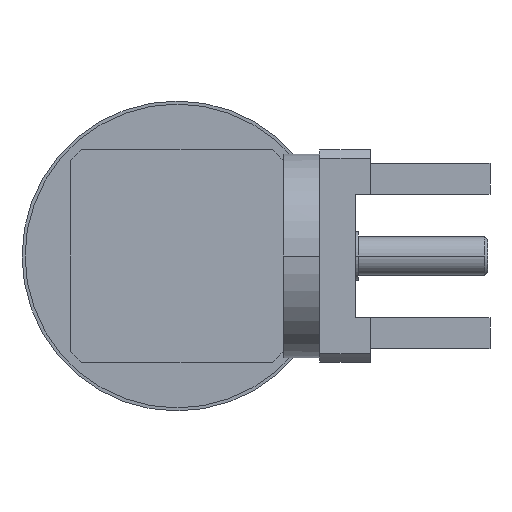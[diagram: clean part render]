
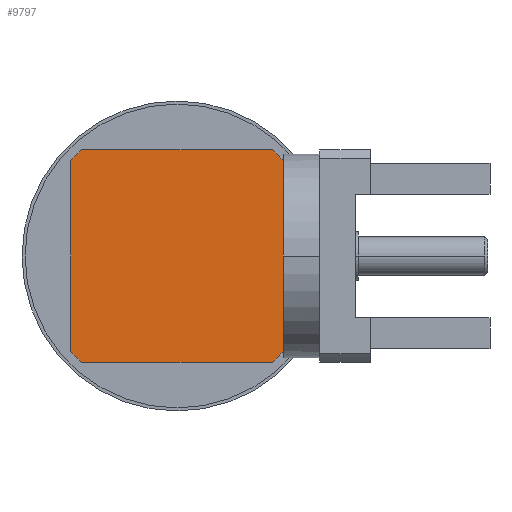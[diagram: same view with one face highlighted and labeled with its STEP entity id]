
A CAD part, front view. The second image highlights one B-rep face of the part: STEP entity #9797.
In plain terms, the highlighted planar face has unit normal (0, -1, 0).
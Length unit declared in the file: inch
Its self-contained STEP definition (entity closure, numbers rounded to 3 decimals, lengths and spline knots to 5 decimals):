
#25 = LINE ( 'NONE', #1861, #9788 ) ;
#74 = DIRECTION ( 'NONE',  ( -0.667, 0., -0.745 ) ) ;
#109 = DIRECTION ( 'NONE',  ( 0., -1., 0. ) ) ;
#199 = CARTESIAN_POINT ( 'NONE',  ( 0.1235, -0.1378, -0.1378 ) ) ;
#402 = ORIENTED_EDGE ( 'NONE', *, *, #9815, .F. ) ;
#424 = AXIS2_PLACEMENT_3D ( 'NONE', #3665, #109, #10716 ) ;
#475 = AXIS2_PLACEMENT_3D ( 'NONE', #4433, #3802, #6172 ) ;
#521 = CARTESIAN_POINT ( 'NONE',  ( -0.1378, -0.1378, -0.1235 ) ) ;
#528 = VERTEX_POINT ( 'NONE', #9034 ) ;
#583 = VECTOR ( 'NONE', #4155, 39.37008 ) ;
#634 = CIRCLE ( 'NONE', #6136, 0.18504 ) ;
#767 = ORIENTED_EDGE ( 'NONE', *, *, #2334, .F. ) ;
#807 = CARTESIAN_POINT ( 'NONE',  ( -0.1378, -0.1378, -0.1235 ) ) ;
#1146 = VERTEX_POINT ( 'NONE', #6332 ) ;
#1413 = EDGE_CURVE ( 'NONE', #10242, #3715, #634, .T. ) ;
#1755 = EDGE_CURVE ( 'NONE', #1146, #3453, #25, .T. ) ;
#1825 = PLANE ( 'NONE',  #424 ) ;
#1861 = CARTESIAN_POINT ( 'NONE',  ( 0.1235, -0.1378, 0.1378 ) ) ;
#2241 = VERTEX_POINT ( 'NONE', #8889 ) ;
#2334 = EDGE_CURVE ( 'NONE', #2241, #2811, #7229, .T. ) ;
#2386 = DIRECTION ( 'NONE',  ( 0., 1., 0. ) ) ;
#2530 = LINE ( 'NONE', #11262, #583 ) ;
#2562 = ORIENTED_EDGE ( 'NONE', *, *, #6192, .T. ) ;
#2657 = ORIENTED_EDGE ( 'NONE', *, *, #1413, .F. ) ;
#2811 = VERTEX_POINT ( 'NONE', #807 ) ;
#3069 = VECTOR ( 'NONE', #10884, 39.37008 ) ;
#3453 = VERTEX_POINT ( 'NONE', #6496 ) ;
#3482 = CARTESIAN_POINT ( 'NONE',  ( 0.1378, -0.1378, -0.1235 ) ) ;
#3618 = ORIENTED_EDGE ( 'NONE', *, *, #1755, .T. ) ;
#3665 = CARTESIAN_POINT ( 'NONE',  ( 0.1378, -0.1378, -0.1378 ) ) ;
#3715 = VERTEX_POINT ( 'NONE', #199 ) ;
#3802 = DIRECTION ( 'NONE',  ( 0., 1., 0. ) ) ;
#4024 = DIRECTION ( 'NONE',  ( 0., 0., 1. ) ) ;
#4155 = DIRECTION ( 'NONE',  ( 0., 0., 1. ) ) ;
#4417 = DIRECTION ( 'NONE',  ( -0.745, 0., 0.667 ) ) ;
#4433 = CARTESIAN_POINT ( 'NONE',  ( 0., -0.1378, 0. ) ) ;
#4869 = CARTESIAN_POINT ( 'NONE',  ( -0.1378, -0.1378, 0.1235 ) ) ;
#5021 = AXIS2_PLACEMENT_3D ( 'NONE', #8035, #9757, #74 ) ;
#5085 = EDGE_CURVE ( 'NONE', #2811, #7325, #10208, .T. ) ;
#5421 = CIRCLE ( 'NONE', #475, 0.18504 ) ;
#5561 = AXIS2_PLACEMENT_3D ( 'NONE', #10606, #8128, #4417 ) ;
#6136 = AXIS2_PLACEMENT_3D ( 'NONE', #8625, #2386, #8457 ) ;
#6172 = DIRECTION ( 'NONE',  ( 0.667, 0., 0.745 ) ) ;
#6192 = EDGE_CURVE ( 'NONE', #10242, #528, #2530, .T. ) ;
#6332 = CARTESIAN_POINT ( 'NONE',  ( 0.1235, -0.1378, 0.1378 ) ) ;
#6496 = CARTESIAN_POINT ( 'NONE',  ( -0.1235, -0.1378, 0.1378 ) ) ;
#6953 = ORIENTED_EDGE ( 'NONE', *, *, #10581, .F. ) ;
#7229 = CIRCLE ( 'NONE', #5021, 0.18504 ) ;
#7325 = VERTEX_POINT ( 'NONE', #4869 ) ;
#7378 = ORIENTED_EDGE ( 'NONE', *, *, #8126, .F. ) ;
#7969 = CIRCLE ( 'NONE', #5561, 0.18504 ) ;
#8035 = CARTESIAN_POINT ( 'NONE',  ( 0., -0.1378, 0. ) ) ;
#8126 = EDGE_CURVE ( 'NONE', #3715, #2241, #8174, .T. ) ;
#8128 = DIRECTION ( 'NONE',  ( 0., 1., 0. ) ) ;
#8174 = LINE ( 'NONE', #10076, #3069 ) ;
#8457 = DIRECTION ( 'NONE',  ( 0.745, 0., -0.667 ) ) ;
#8625 = CARTESIAN_POINT ( 'NONE',  ( 0., -0.1378, 0. ) ) ;
#8889 = CARTESIAN_POINT ( 'NONE',  ( -0.1235, -0.1378, -0.1378 ) ) ;
#9034 = CARTESIAN_POINT ( 'NONE',  ( 0.1378, -0.1378, 0.1235 ) ) ;
#9757 = DIRECTION ( 'NONE',  ( 0., 1., 0. ) ) ;
#9788 = VECTOR ( 'NONE', #9827, 39.37008 ) ;
#9789 = FACE_OUTER_BOUND ( 'NONE', #10616, .T. ) ;
#9797 = ADVANCED_FACE ( 'NONE', ( #9789 ), #1825, .T. ) ;
#9815 = EDGE_CURVE ( 'NONE', #7325, #3453, #7969, .T. ) ;
#9827 = DIRECTION ( 'NONE',  ( -1., 0., 0. ) ) ;
#10076 = CARTESIAN_POINT ( 'NONE',  ( 0.1235, -0.1378, -0.1378 ) ) ;
#10208 = LINE ( 'NONE', #521, #10638 ) ;
#10242 = VERTEX_POINT ( 'NONE', #3482 ) ;
#10581 = EDGE_CURVE ( 'NONE', #1146, #528, #5421, .T. ) ;
#10606 = CARTESIAN_POINT ( 'NONE',  ( 0., -0.1378, 0. ) ) ;
#10616 = EDGE_LOOP ( 'NONE', ( #2562, #6953, #3618, #402, #11071, #767, #7378, #2657 ) ) ;
#10638 = VECTOR ( 'NONE', #4024, 39.37008 ) ;
#10716 = DIRECTION ( 'NONE',  ( 0., 0., -1. ) ) ;
#10884 = DIRECTION ( 'NONE',  ( -1., 0., 0. ) ) ;
#11071 = ORIENTED_EDGE ( 'NONE', *, *, #5085, .F. ) ;
#11262 = CARTESIAN_POINT ( 'NONE',  ( 0.1378, -0.1378, -0.1235 ) ) ;
